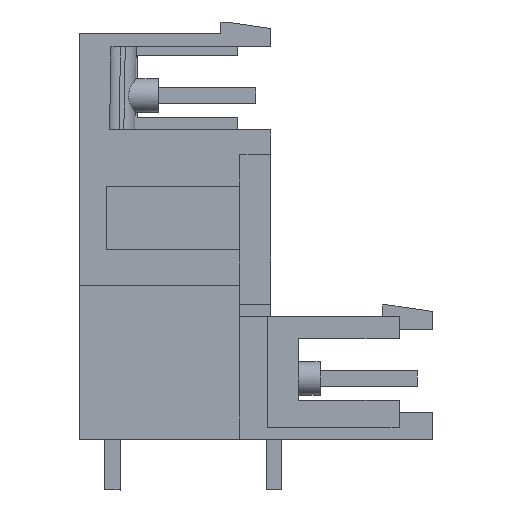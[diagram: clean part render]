
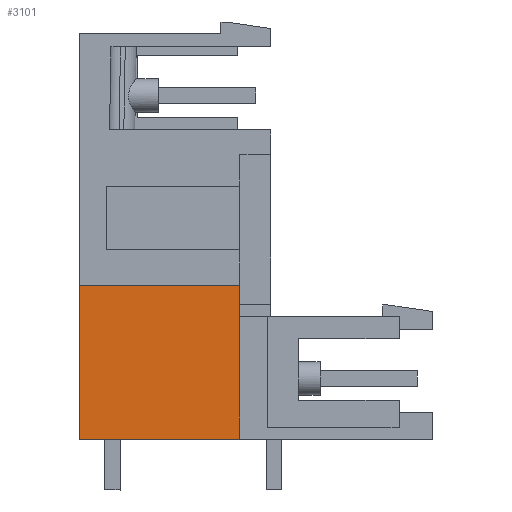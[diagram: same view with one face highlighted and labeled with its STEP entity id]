
A CAD part, left-side view. The second image highlights one B-rep face of the part: STEP entity #3101.
In plain terms, the highlighted planar face has unit normal (-1, 0, 0).
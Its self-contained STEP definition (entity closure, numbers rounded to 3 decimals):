
#3081=AXIS2_PLACEMENT_3D('Plane Axis2P3D',#3078,#3079,#3080) ;
#1431=CARTESIAN_POINT('Vertex',(1.54,12.1,3.2)) ;
#1434=CARTESIAN_POINT('Line Origine',(1.54,17.13,3.2)) ;
#1438=CARTESIAN_POINT('Vertex',(1.54,22.16,3.2)) ;
#3057=CARTESIAN_POINT('Line Origine',(1.54,22.16,8.025)) ;
#3061=CARTESIAN_POINT('Vertex',(1.54,22.16,12.85)) ;
#3078=CARTESIAN_POINT('Axis2P3D Location',(1.54,12.1,3.2)) ;
#3083=CARTESIAN_POINT('Line Origine',(1.54,12.1,8.025)) ;
#3087=CARTESIAN_POINT('Vertex',(1.54,12.1,12.85)) ;
#3090=CARTESIAN_POINT('Line Origine',(1.54,17.13,12.85)) ;
#1435=DIRECTION('Vector Direction',(0.,1.,0.)) ;
#3058=DIRECTION('Vector Direction',(0.,0.,1.)) ;
#3079=DIRECTION('Axis2P3D Direction',(-1.,0.,0.)) ;
#3080=DIRECTION('Axis2P3D XDirection',(0.,0.,1.)) ;
#3084=DIRECTION('Vector Direction',(0.,0.,1.)) ;
#3091=DIRECTION('Vector Direction',(0.,1.,0.)) ;
#1436=VECTOR('Line Direction',#1435,1.) ;
#3059=VECTOR('Line Direction',#3058,1.) ;
#3085=VECTOR('Line Direction',#3084,1.) ;
#3092=VECTOR('Line Direction',#3091,1.) ;
#3096=ORIENTED_EDGE('',*,*,#1440,.F.) ;
#3097=ORIENTED_EDGE('',*,*,#3089,.T.) ;
#3098=ORIENTED_EDGE('',*,*,#3094,.T.) ;
#3099=ORIENTED_EDGE('',*,*,#3063,.F.) ;
#3101=ADVANCED_FACE('HOUSING',(#3100),#3082,.T.) ;
#1440=EDGE_CURVE('',#1432,#1439,#1437,.T.) ;
#3063=EDGE_CURVE('',#1439,#3062,#3060,.T.) ;
#3089=EDGE_CURVE('',#1432,#3088,#3086,.T.) ;
#3094=EDGE_CURVE('',#3088,#3062,#3093,.T.) ;
#3095=EDGE_LOOP('',(#3096,#3097,#3098,#3099)) ;
#3100=FACE_OUTER_BOUND('',#3095,.T.) ;
#1437=LINE('Line',#1434,#1436) ;
#3060=LINE('Line',#3057,#3059) ;
#3086=LINE('Line',#3083,#3085) ;
#3093=LINE('Line',#3090,#3092) ;
#3082=PLANE('',#3081) ;
#1432=VERTEX_POINT('',#1431) ;
#1439=VERTEX_POINT('',#1438) ;
#3062=VERTEX_POINT('',#3061) ;
#3088=VERTEX_POINT('',#3087) ;
